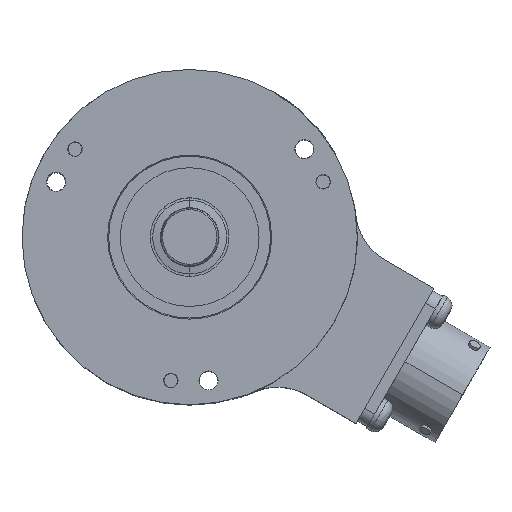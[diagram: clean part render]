
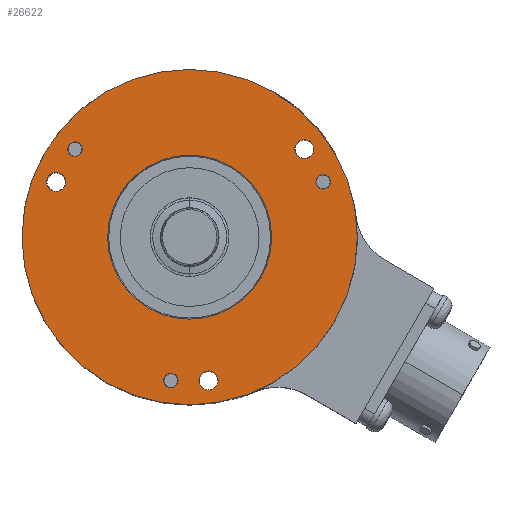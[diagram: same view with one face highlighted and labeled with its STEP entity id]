
A CAD part, top view. The second image highlights one B-rep face of the part: STEP entity #26622.
In plain terms, the highlighted planar face has unit normal (0, 0, 1).
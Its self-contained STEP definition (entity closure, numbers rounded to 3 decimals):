
#4968=CARTESIAN_POINT('',(0.,0.,25.));
#4969=DIRECTION('',(0.,0.,1.));
#4970=DIRECTION('',(1.,0.,0.));
#4971=AXIS2_PLACEMENT_3D('',#4968,#4969,#4970);
#4973=CARTESIAN_POINT('',(0.,0.,25.));
#4974=DIRECTION('',(0.,0.,1.));
#4975=DIRECTION('',(-1.,0.,0.));
#4976=AXIS2_PLACEMENT_3D('',#4973,#4974,#4975);
#4978=CARTESIAN_POINT('',(-19.834,15.219,25.));
#4979=DIRECTION('',(0.,0.,-1.));
#4980=DIRECTION('',(-0.793,0.609,0.));
#4981=AXIS2_PLACEMENT_3D('',#4978,#4979,#4980);
#4983=CARTESIAN_POINT('',(-19.834,15.219,25.));
#4984=DIRECTION('',(0.,0.,-1.));
#4985=DIRECTION('',(0.793,-0.609,0.));
#4986=AXIS2_PLACEMENT_3D('',#4983,#4984,#4985);
#4988=CARTESIAN_POINT('',(-3.263,-24.786,25.));
#4989=DIRECTION('',(0.,0.,-1.));
#4990=DIRECTION('',(-0.131,-0.991,0.));
#4991=AXIS2_PLACEMENT_3D('',#4988,#4989,#4990);
#4993=CARTESIAN_POINT('',(-3.263,-24.786,25.));
#4994=DIRECTION('',(0.,0.,-1.));
#4995=DIRECTION('',(0.131,0.991,0.));
#4996=AXIS2_PLACEMENT_3D('',#4993,#4994,#4995);
#4998=CARTESIAN_POINT('',(23.097,9.567,25.));
#4999=DIRECTION('',(0.,0.,-1.));
#5000=DIRECTION('',(0.924,0.383,0.));
#5001=AXIS2_PLACEMENT_3D('',#4998,#4999,#5000);
#5003=CARTESIAN_POINT('',(23.097,9.567,25.));
#5004=DIRECTION('',(0.,0.,-1.));
#5005=DIRECTION('',(-0.924,-0.383,0.));
#5006=AXIS2_PLACEMENT_3D('',#5003,#5004,#5005);
#5008=CARTESIAN_POINT('',(3.263,-24.786,25.));
#5009=DIRECTION('',(0.,0.,1.));
#5010=DIRECTION('',(0.,-1.,0.));
#5011=AXIS2_PLACEMENT_3D('',#5008,#5009,#5010);
#5013=CARTESIAN_POINT('',(3.263,-24.786,25.));
#5014=DIRECTION('',(0.,0.,1.));
#5015=DIRECTION('',(0.,1.,0.));
#5016=AXIS2_PLACEMENT_3D('',#5013,#5014,#5015);
#5018=CARTESIAN_POINT('',(19.834,15.219,25.));
#5019=DIRECTION('',(0.,0.,1.));
#5020=DIRECTION('',(0.,-1.,0.));
#5021=AXIS2_PLACEMENT_3D('',#5018,#5019,#5020);
#5023=CARTESIAN_POINT('',(19.834,15.219,25.));
#5024=DIRECTION('',(0.,0.,1.));
#5025=DIRECTION('',(0.,1.,0.));
#5026=AXIS2_PLACEMENT_3D('',#5023,#5024,#5025);
#5028=CARTESIAN_POINT('',(-23.097,9.567,25.));
#5029=DIRECTION('',(0.,0.,1.));
#5030=DIRECTION('',(0.,-1.,0.));
#5031=AXIS2_PLACEMENT_3D('',#5028,#5029,#5030);
#5033=CARTESIAN_POINT('',(-23.097,9.567,25.));
#5034=DIRECTION('',(0.,0.,1.));
#5035=DIRECTION('',(0.,1.,0.));
#5036=AXIS2_PLACEMENT_3D('',#5033,#5034,#5035);
#5047=CARTESIAN_POINT('',(0.,0.,25.));
#5048=DIRECTION('',(0.,0.,-1.));
#5049=DIRECTION('',(-1.,0.,0.));
#5050=AXIS2_PLACEMENT_3D('',#5047,#5048,#5049);
#5076=CARTESIAN_POINT('',(0.,0.,25.));
#5077=DIRECTION('',(0.,0.,-1.));
#5078=DIRECTION('',(1.,0.,0.));
#5079=AXIS2_PLACEMENT_3D('',#5076,#5077,#5078);
#20219=CARTESIAN_POINT('',(29.,0.,25.));
#20220=CARTESIAN_POINT('',(-29.,0.,25.));
#20221=VERTEX_POINT('',#20219);
#20222=VERTEX_POINT('',#20220);
#20295=CARTESIAN_POINT('',(-20.826,15.98,25.));
#20296=CARTESIAN_POINT('',(-18.842,14.458,25.));
#20297=VERTEX_POINT('',#20295);
#20298=VERTEX_POINT('',#20296);
#20299=CARTESIAN_POINT('',(-3.426,-26.025,25.));
#20300=CARTESIAN_POINT('',(-3.1,-23.547,25.));
#20301=VERTEX_POINT('',#20299);
#20302=VERTEX_POINT('',#20300);
#20303=CARTESIAN_POINT('',(24.252,10.045,25.));
#20304=CARTESIAN_POINT('',(21.942,9.089,25.));
#20305=VERTEX_POINT('',#20303);
#20306=VERTEX_POINT('',#20304);
#20405=CARTESIAN_POINT('',(14.188,0.,25.));
#20406=CARTESIAN_POINT('',(-14.188,0.,25.));
#20407=VERTEX_POINT('',#20405);
#20408=VERTEX_POINT('',#20406);
#20600=CARTESIAN_POINT('',(3.263,-26.436,25.));
#20601=CARTESIAN_POINT('',(3.263,-23.136,25.));
#20602=VERTEX_POINT('',#20600);
#20603=VERTEX_POINT('',#20601);
#20608=CARTESIAN_POINT('',(19.834,13.569,25.));
#20609=CARTESIAN_POINT('',(19.834,16.869,25.));
#20610=VERTEX_POINT('',#20608);
#20611=VERTEX_POINT('',#20609);
#20616=CARTESIAN_POINT('',(-23.097,7.917,25.));
#20617=CARTESIAN_POINT('',(-23.097,11.217,25.));
#20618=VERTEX_POINT('',#20616);
#20619=VERTEX_POINT('',#20617);
#26571=CARTESIAN_POINT('',(0.,0.,25.));
#26572=DIRECTION('',(0.,0.,1.));
#26573=DIRECTION('',(1.,0.,0.));
#26574=AXIS2_PLACEMENT_3D('',#26571,#26572,#26573);
#26575=PLANE('',#26574);
#26576=ORIENTED_EDGE('',*,*,#26551,.F.);
#26577=ORIENTED_EDGE('',*,*,#26565,.F.);
#26578=EDGE_LOOP('',(#26576,#26577));
#26579=FACE_OUTER_BOUND('',#26578,.F.);
#26581=ORIENTED_EDGE('',*,*,#26580,.F.);
#26583=ORIENTED_EDGE('',*,*,#26582,.F.);
#26584=EDGE_LOOP('',(#26581,#26583));
#26585=FACE_BOUND('',#26584,.F.);
#26587=ORIENTED_EDGE('',*,*,#26586,.F.);
#26589=ORIENTED_EDGE('',*,*,#26588,.F.);
#26590=EDGE_LOOP('',(#26587,#26589));
#26591=FACE_BOUND('',#26590,.F.);
#26593=ORIENTED_EDGE('',*,*,#26592,.F.);
#26595=ORIENTED_EDGE('',*,*,#26594,.F.);
#26596=EDGE_LOOP('',(#26593,#26595));
#26597=FACE_BOUND('',#26596,.F.);
#26599=ORIENTED_EDGE('',*,*,#26598,.F.);
#26601=ORIENTED_EDGE('',*,*,#26600,.F.);
#26602=EDGE_LOOP('',(#26599,#26601));
#26603=FACE_BOUND('',#26602,.F.);
#26605=ORIENTED_EDGE('',*,*,#26604,.T.);
#26607=ORIENTED_EDGE('',*,*,#26606,.T.);
#26608=EDGE_LOOP('',(#26605,#26607));
#26609=FACE_BOUND('',#26608,.F.);
#26611=ORIENTED_EDGE('',*,*,#26610,.T.);
#26613=ORIENTED_EDGE('',*,*,#26612,.T.);
#26614=EDGE_LOOP('',(#26611,#26613));
#26615=FACE_BOUND('',#26614,.F.);
#26617=ORIENTED_EDGE('',*,*,#26616,.T.);
#26619=ORIENTED_EDGE('',*,*,#26618,.T.);
#26620=EDGE_LOOP('',(#26617,#26619));
#26621=FACE_BOUND('',#26620,.F.);
#4972=CIRCLE('',#4971,29.);
#4977=CIRCLE('',#4976,29.);
#4982=CIRCLE('',#4981,1.25);
#4987=CIRCLE('',#4986,1.25);
#4992=CIRCLE('',#4991,1.25);
#4997=CIRCLE('',#4996,1.25);
#5002=CIRCLE('',#5001,1.25);
#5007=CIRCLE('',#5006,1.25);
#5012=CIRCLE('',#5011,1.65);
#5017=CIRCLE('',#5016,1.65);
#5022=CIRCLE('',#5021,1.65);
#5027=CIRCLE('',#5026,1.65);
#5032=CIRCLE('',#5031,1.65);
#5037=CIRCLE('',#5036,1.65);
#5051=CIRCLE('',#5050,14.188);
#5080=CIRCLE('',#5079,14.188);
#26551=EDGE_CURVE('',#20221,#20222,#4972,.T.);
#26565=EDGE_CURVE('',#20222,#20221,#4977,.T.);
#26580=EDGE_CURVE('',#20408,#20407,#5051,.T.);
#26582=EDGE_CURVE('',#20407,#20408,#5080,.T.);
#26586=EDGE_CURVE('',#20297,#20298,#4982,.T.);
#26588=EDGE_CURVE('',#20298,#20297,#4987,.T.);
#26592=EDGE_CURVE('',#20301,#20302,#4992,.T.);
#26594=EDGE_CURVE('',#20302,#20301,#4997,.T.);
#26598=EDGE_CURVE('',#20305,#20306,#5002,.T.);
#26600=EDGE_CURVE('',#20306,#20305,#5007,.T.);
#26604=EDGE_CURVE('',#20602,#20603,#5012,.T.);
#26606=EDGE_CURVE('',#20603,#20602,#5017,.T.);
#26610=EDGE_CURVE('',#20610,#20611,#5022,.T.);
#26612=EDGE_CURVE('',#20611,#20610,#5027,.T.);
#26616=EDGE_CURVE('',#20618,#20619,#5032,.T.);
#26618=EDGE_CURVE('',#20619,#20618,#5037,.T.);
#26622=ADVANCED_FACE('',(#26579,#26585,#26591,#26597,#26603,#26609,#26615,
#26621),#26575,.T.);
